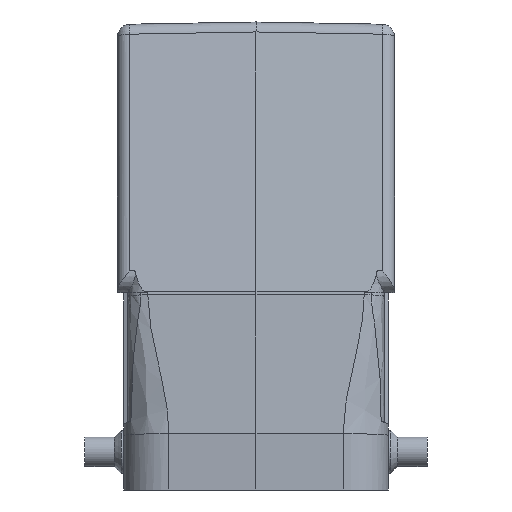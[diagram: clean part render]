
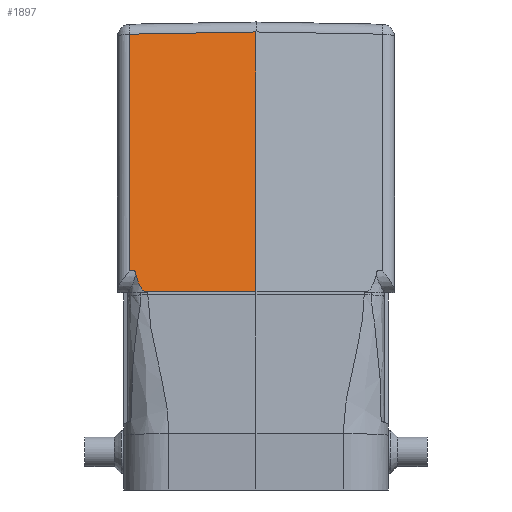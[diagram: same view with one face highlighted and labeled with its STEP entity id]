
A CAD part, left-side view. The second image highlights one B-rep face of the part: STEP entity #1897.
In plain terms, the highlighted planar face has unit normal (-0.982, 0.018, 0.191).
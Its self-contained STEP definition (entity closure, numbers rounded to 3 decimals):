
#935=B_SPLINE_CURVE_WITH_KNOTS('',3,(#7744,#7745,#7746,#7747,#7748,#7749,
#7750,#7751),.UNSPECIFIED.,.F.,.F.,(4,2,2,4),(0.,0.5,0.75,
1.),.UNSPECIFIED.);
#1194=LINE('',#7619,#1603);
#1212=LINE('',#7741,#1621);
#1213=LINE('',#7752,#1622);
#1214=LINE('',#7754,#1623);
#1215=LINE('',#7756,#1624);
#1603=VECTOR('',#6018,1.);
#1621=VECTOR('',#6072,1.);
#1622=VECTOR('',#6073,1.);
#1623=VECTOR('',#6074,1.);
#1624=VECTOR('',#6075,1.);
#1897=ADVANCED_FACE('',(#2319),#2150,.T.);
#2150=PLANE('',#5455);
#2319=FACE_OUTER_BOUND('',#2576,.T.);
#2576=EDGE_LOOP('',(#3129,#3130,#3131,#3132,#3133,#3134));
#3129=ORIENTED_EDGE('',*,*,#4785,.T.);
#3130=ORIENTED_EDGE('',*,*,#4786,.T.);
#3131=ORIENTED_EDGE('',*,*,#4752,.T.);
#3132=ORIENTED_EDGE('',*,*,#4787,.F.);
#3133=ORIENTED_EDGE('',*,*,#4788,.T.);
#3134=ORIENTED_EDGE('',*,*,#4789,.T.);
#4317=VERTEX_POINT('',#7620);
#4318=VERTEX_POINT('',#7621);
#4334=VERTEX_POINT('',#7742);
#4335=VERTEX_POINT('',#7743);
#4336=VERTEX_POINT('',#7753);
#4337=VERTEX_POINT('',#7755);
#4752=EDGE_CURVE('',#4317,#4318,#1194,.T.);
#4785=EDGE_CURVE('',#4334,#4335,#1212,.T.);
#4786=EDGE_CURVE('',#4335,#4317,#935,.T.);
#4787=EDGE_CURVE('',#4336,#4318,#1213,.T.);
#4788=EDGE_CURVE('',#4336,#4337,#1214,.T.);
#4789=EDGE_CURVE('',#4337,#4334,#1215,.T.);
#5455=AXIS2_PLACEMENT_3D('',#7757,#6076,#6077);
#6018=DIRECTION('',(-0.017,-1.,0.003));
#6072=DIRECTION('',(-0.017,-1.,0.003));
#6073=DIRECTION('',(-0.191,0.,-0.982));
#6074=DIRECTION('',(0.014,1.,-0.017));
#6075=DIRECTION('',(-0.191,0.,-0.982));
#6076=DIRECTION('',(-0.981,0.017,0.191));
#6077=DIRECTION('',(0.191,0.,0.982));
#7619=CARTESIAN_POINT('',(-58.195,0.,23.134));
#7620=CARTESIAN_POINT('',(-57.884,18.118,23.074));
#7621=CARTESIAN_POINT('',(-58.195,0.,23.134));
#7741=CARTESIAN_POINT('',(-57.155,22.552,26.422));
#7742=CARTESIAN_POINT('',(-57.189,20.535,26.429));
#7743=CARTESIAN_POINT('',(-57.204,19.69,26.432));
#7744=CARTESIAN_POINT('',(-57.204,19.69,26.432));
#7745=CARTESIAN_POINT('',(-57.325,19.543,25.822));
#7746=CARTESIAN_POINT('',(-57.445,19.372,25.217));
#7747=CARTESIAN_POINT('',(-57.622,19.027,24.34));
#7748=CARTESIAN_POINT('',(-57.68,18.899,24.054));
#7749=CARTESIAN_POINT('',(-57.791,18.574,23.512));
#7750=CARTESIAN_POINT('',(-57.844,18.382,23.256));
#7751=CARTESIAN_POINT('',(-57.884,18.118,23.074));
#7752=CARTESIAN_POINT('',(-58.195,0.,23.134));
#7753=CARTESIAN_POINT('',(-50.012,0.,65.232));
#7754=CARTESIAN_POINT('',(-50.003,0.617,65.221));
#7755=CARTESIAN_POINT('',(-49.716,20.535,64.873));
#7756=CARTESIAN_POINT('',(-57.843,20.535,23.065));
#7757=CARTESIAN_POINT('',(-58.195,0.,23.134));
